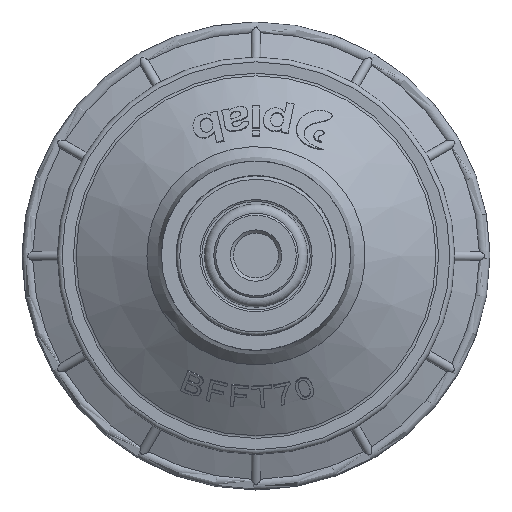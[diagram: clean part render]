
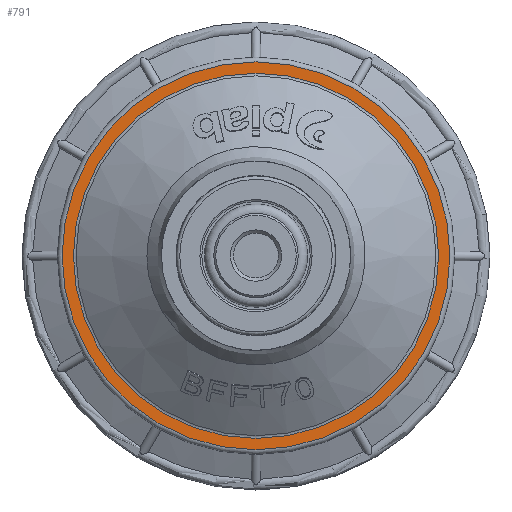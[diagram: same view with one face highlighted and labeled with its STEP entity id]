
A CAD part, top view. The second image highlights one B-rep face of the part: STEP entity #791.
In plain terms, the highlighted planar face has unit normal (0, 0, 1).
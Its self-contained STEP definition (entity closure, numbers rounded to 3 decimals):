
#791 = ADVANCED_FACE( '', ( #1698, #1699 ), #1700, .F. );
#1698 = FACE_OUTER_BOUND( '', #5946, .T. );
#1699 = FACE_BOUND( '', #5947, .T. );
#1700 = PLANE( '', #5948 );
#5946 = EDGE_LOOP( '', ( #9400 ) );
#5947 = EDGE_LOOP( '', ( #9401 ) );
#5948 = AXIS2_PLACEMENT_3D( '', #9402, #9403, #9404 );
#9400 = ORIENTED_EDGE( '', *, *, #10345, .T. );
#9401 = ORIENTED_EDGE( '', *, *, #10845, .T. );
#9402 = CARTESIAN_POINT( '', ( 28., 0., 18.076 ) );
#9403 = DIRECTION( '', ( 0., 0., -1. ) );
#9404 = DIRECTION( '', ( -1., 0., 0. ) );
#10345 = EDGE_CURVE( '', #11437, #11437, #11438, .F. );
#10845 = EDGE_CURVE( '', #12234, #12234, #12235, .T. );
#11437 = VERTEX_POINT( '', #13319 );
#11438 = CIRCLE( '', #13320, 30.25 );
#12234 = VERTEX_POINT( '', #16203 );
#12235 = CIRCLE( '', #16204, 28.486 );
#13319 = CARTESIAN_POINT( '', ( -30.25, 0., 18.076 ) );
#13320 = AXIS2_PLACEMENT_3D( '', #17909, #17910, #17911 );
#16203 = CARTESIAN_POINT( '', ( -28.486, 0., 18.076 ) );
#16204 = AXIS2_PLACEMENT_3D( '', #18204, #18205, #18206 );
#17909 = CARTESIAN_POINT( '', ( 0., 0., 18.076 ) );
#17910 = DIRECTION( '', ( 0., 0., -1. ) );
#17911 = DIRECTION( '', ( -1., 0., 0. ) );
#18204 = CARTESIAN_POINT( '', ( 0., 0., 18.076 ) );
#18205 = DIRECTION( '', ( 0., 0., -1. ) );
#18206 = DIRECTION( '', ( -1., 0., 0. ) );
